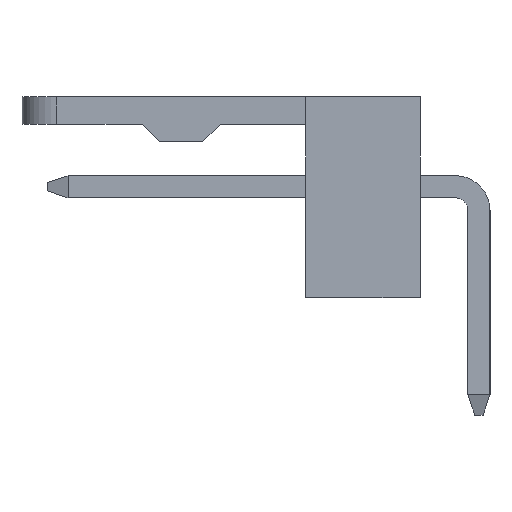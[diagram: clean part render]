
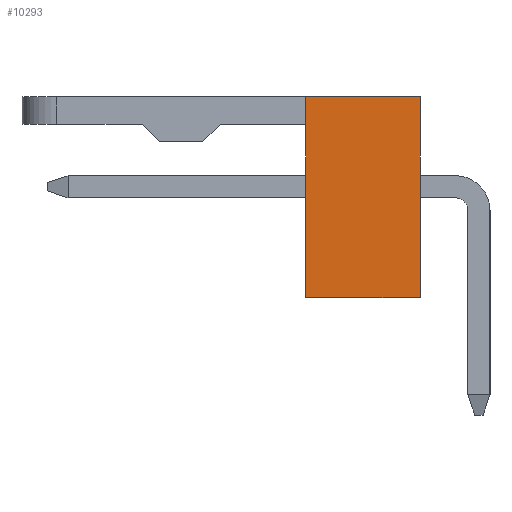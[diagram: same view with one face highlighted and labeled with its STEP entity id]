
A CAD part, left-side view. The second image highlights one B-rep face of the part: STEP entity #10293.
In plain terms, the highlighted face is planar.
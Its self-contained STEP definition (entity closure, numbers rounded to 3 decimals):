
#327=PLANE('',#10764);
#800=LINE('',#13626,#1770);
#1213=LINE('',#14467,#2183);
#1216=LINE('',#14473,#2186);
#1222=LINE('',#14484,#2192);
#1770=VECTOR('',#11646,1000.);
#2183=VECTOR('',#12381,1000.);
#2186=VECTOR('',#12388,1000.);
#2192=VECTOR('',#12396,1000.);
#4002=ORIENTED_EDGE('',*,*,#5225,.F.);
#4003=ORIENTED_EDGE('',*,*,#5234,.F.);
#4004=ORIENTED_EDGE('',*,*,#5228,.F.);
#4005=ORIENTED_EDGE('',*,*,#4808,.F.);
#4808=EDGE_CURVE('',#5685,#5684,#800,.T.);
#5225=EDGE_CURVE('',#5952,#5685,#1213,.T.);
#5228=EDGE_CURVE('',#5684,#5954,#1216,.T.);
#5234=EDGE_CURVE('',#5954,#5952,#1222,.T.);
#5684=VERTEX_POINT('',#13623);
#5685=VERTEX_POINT('',#13625);
#5952=VERTEX_POINT('',#14466);
#5954=VERTEX_POINT('',#14474);
#6449=EDGE_LOOP('',(#4002,#4003,#4004,#4005));
#6909=FACE_BOUND('',#6449,.T.);
#10293=ADVANCED_FACE('',(#6909),#327,.F.);
#10764=AXIS2_PLACEMENT_3D('',#14496,#12408,#12409);
#11646=DIRECTION('',(0.,-1.,0.));
#12381=DIRECTION('',(0.,0.,-1.));
#12388=DIRECTION('',(0.,0.,1.));
#12396=DIRECTION('',(0.,1.,0.));
#12408=DIRECTION('',(-1.,0.,0.));
#12409=DIRECTION('',(0.,0.,1.));
#13623=CARTESIAN_POINT('',(12.7,-2.9,-5.75));
#13625=CARTESIAN_POINT('',(12.7,2.9,-5.75));
#13626=CARTESIAN_POINT('',(12.7,2.9,-5.75));
#14466=CARTESIAN_POINT('',(12.7,2.9,-2.45));
#14467=CARTESIAN_POINT('',(12.7,2.9,5.75));
#14473=CARTESIAN_POINT('',(12.7,-2.9,-5.75));
#14474=CARTESIAN_POINT('',(12.7,-2.9,-2.45));
#14484=CARTESIAN_POINT('',(12.7,-2.9,-2.45));
#14496=CARTESIAN_POINT('',(12.7,0.,0.));
